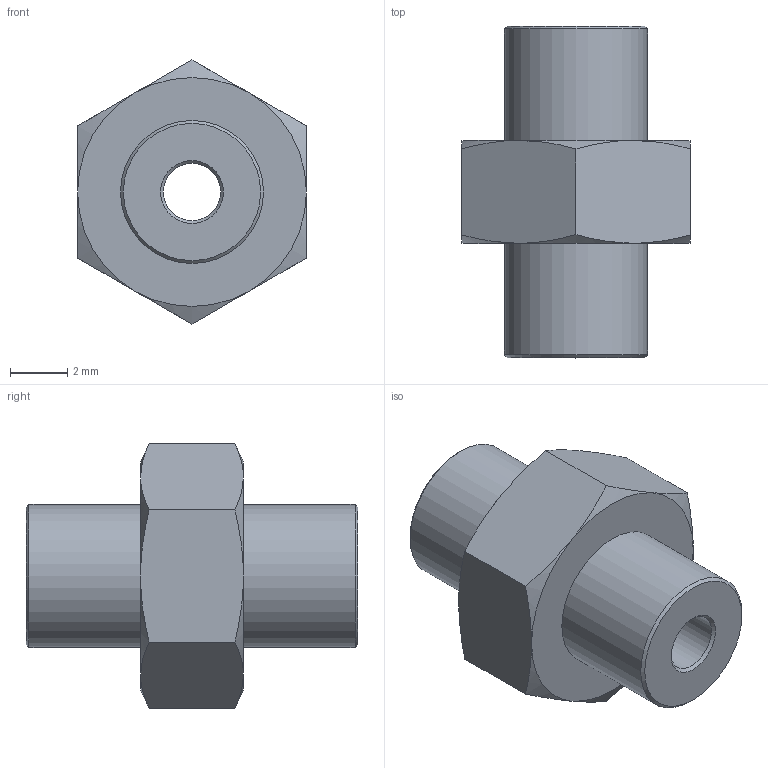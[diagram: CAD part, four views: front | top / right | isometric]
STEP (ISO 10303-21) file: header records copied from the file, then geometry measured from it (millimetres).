
FILE_DESCRIPTION(/* description */ ('Unknown'),/* implementation_level */ '2;1');
FILE_NAME(/* name */ 'A2.M5.M5',/* time_stamp */ '2020-10-19T08:23:06-04:00',/* author */ ('Unknown'),/* organization */ ('Unknown'),/* preprocessor_version */ 'ST-DEVELOPER v16.7',/* originating_system */ 'Solid Edge',/* authorisation */ 'Unknown');
FILE_SCHEMA (('AUTOMOTIVE_DESIGN {1 0 10303 214 3 1 1}'));
Length unit declared in the file: millimetre
Products named in the file (1): A2.M5.M5
Bounding box: 8 x 11.6 x 9.24 mm (x, y, z)
Volume: 319 mm3; surface area: 395.7 mm2
Topology: 1 solids, 1 shells, 29 faces, 61 edges, 36 vertices
Faces by surface type: cone 16, plane 10, cylinder 3
Full cylindrical faces by diameter (mm): 2 x1, 5 x2
Entity records: 967 total; most frequent: CARTESIAN_POINT 188, DIRECTION 110, ORIENTED_EDGE 104, EDGE_CURVE 52, AXIS2_PLACEMENT_3D 52, EDGE_LOOP 40, FACE_BOUND 40, VERTEX_POINT 34
